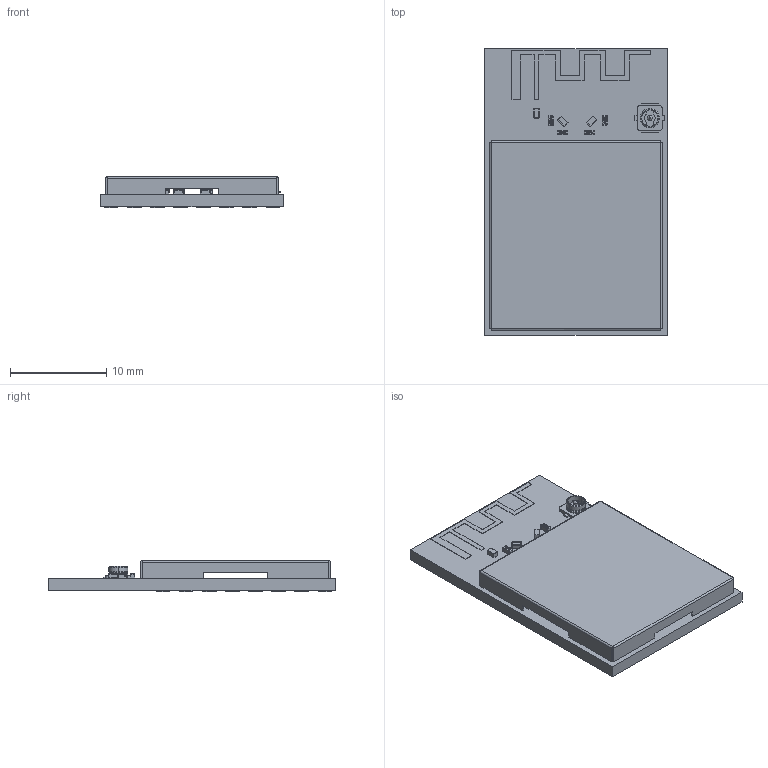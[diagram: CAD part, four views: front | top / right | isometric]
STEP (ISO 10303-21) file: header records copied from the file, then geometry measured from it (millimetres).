
FILE_DESCRIPTION (( 'STEP AP214' ), '1' );
FILE_NAME ('SM220_200106-01.STEP', '2015-12-04T20:45:27', ( 'setup' ), ( '' ), 'SwSTEP 2.0', 'SolidWorks 2013', '' );
FILE_SCHEMA (( 'AUTOMOTIVE_DESIGN' ));
Length unit declared in the file: inch
Products named in the file (22): L4200106-01_Rev_H.1; Inductor_0402_1; Free-Models_1; Board200106-01_Rev_H.1; 1318599520; Extruded_6_2; SM220_200106-01; 1524556896; Extruded_6; 1318601120; Cylinder_1; SH1200106-01_Rev_H.1; LT-4696_REV_P2_0.15mm_material_1; L2200106-01_Rev_H.1; C25200106-01_Rev_H.1; C24200106-01_Rev_H.1; C20200106-01_Rev_H.1; C21200106-01_Rev_H.1; 0402_SMD_Capacitor_JS_2; L3200106-01_Rev_H.1; J1200106-01_Rev_H.1; HIROSE_U.FL-R-SMT-1(01)_1
Assembly tree (88 placements, depth 4):
  SM220_200106-01
    Board200106-01_Rev_H.1
    L4200106-01_Rev_H.1
      Inductor_0402_1
    J1200106-01_Rev_H.1
      HIROSE_U.FL-R-SMT-1(01)_1
    L3200106-01_Rev_H.1
      Inductor_0402_1
    C21200106-01_Rev_H.1
      0402_SMD_Capacitor_JS_2
    C20200106-01_Rev_H.1
      0402_SMD_Capacitor_JS_2
    C24200106-01_Rev_H.1
      0402_SMD_Capacitor_JS_2
    C25200106-01_Rev_H.1
      0402_SMD_Capacitor_JS_2
    L2200106-01_Rev_H.1
      Inductor_0402_1
    SH1200106-01_Rev_H.1
      LT-4696_REV_P2_0.15mm_material_1
    Free-Models_1
      1318601120  x63
        Cylinder_1
      1524556896
        Extruded_6
      1318599520
        Extruded_6_2
Bounding box: 19 x 29.8 x 3.25 mm (x, y, z)
Volume: 801.2 mm3; surface area: 2501.2 mm2
Topology: 83 solids, 83 shells, 952 faces, 2135 edges, 1324 vertices
Faces by surface type: plane 449, cylinder 267, bspline 206, sphere 24, cone 6
Entity records: 15651 total; most frequent: CARTESIAN_POINT 4016, ORIENTED_EDGE 1440, DIRECTION 1402, EDGE_CURVE 720, VECTOR 496, LINE 496, VERTEX_POINT 458, AXIS2_PLACEMENT_3D 453
